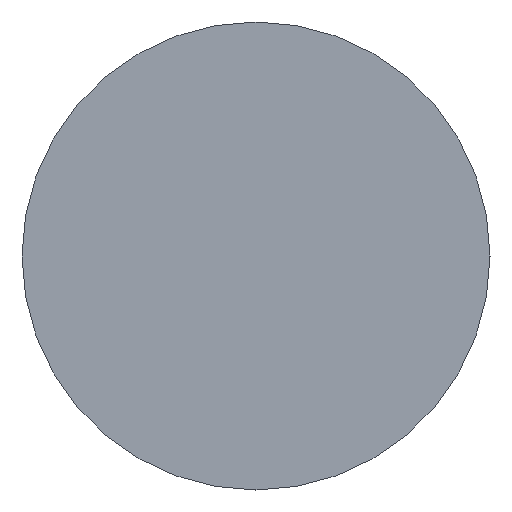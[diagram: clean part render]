
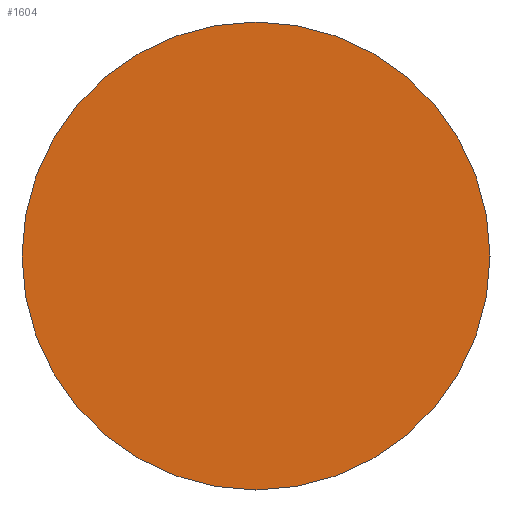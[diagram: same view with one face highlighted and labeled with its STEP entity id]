
A CAD part, left-side view. The second image highlights one B-rep face of the part: STEP entity #1604.
In plain terms, the highlighted planar face has unit normal (-1, 0, 0).
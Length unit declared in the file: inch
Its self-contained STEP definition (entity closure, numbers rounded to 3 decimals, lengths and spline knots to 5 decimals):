
#6 = EDGE_LOOP ( 'NONE', ( #1206, #243 ) ) ;
#11 = AXIS2_PLACEMENT_3D ( 'NONE', #2357, #1108, #202 ) ;
#94 = EDGE_CURVE ( 'NONE', #823, #3036, #972, .T. ) ;
#202 = DIRECTION ( 'NONE',  ( 0., 0., 1. ) ) ;
#243 = ORIENTED_EDGE ( 'NONE', *, *, #94, .T. ) ;
#483 = AXIS2_PLACEMENT_3D ( 'NONE', #1093, #2464, #2300 ) ;
#759 = CARTESIAN_POINT ( 'NONE',  ( 0., 0., 0. ) ) ;
#823 = VERTEX_POINT ( 'NONE', #1688 ) ;
#972 = CIRCLE ( 'NONE', #1860, 3. ) ;
#1093 = CARTESIAN_POINT ( 'NONE',  ( 0., 3., 0. ) ) ;
#1108 = DIRECTION ( 'NONE',  ( -1., 0., 0. ) ) ;
#1206 = ORIENTED_EDGE ( 'NONE', *, *, #3034, .T. ) ;
#1604 = ADVANCED_FACE ( 'NONE', ( #2169 ), #3803, .F. ) ;
#1688 = CARTESIAN_POINT ( 'NONE',  ( 0., 0., -3. ) ) ;
#1703 = DIRECTION ( 'NONE',  ( -1., 0., 0. ) ) ;
#1761 = CARTESIAN_POINT ( 'NONE',  ( 0., 0., 3. ) ) ;
#1860 = AXIS2_PLACEMENT_3D ( 'NONE', #759, #1703, #2553 ) ;
#2003 = CIRCLE ( 'NONE', #11, 3. ) ;
#2169 = FACE_OUTER_BOUND ( 'NONE', #6, .T. ) ;
#2300 = DIRECTION ( 'NONE',  ( 0., 0., -1. ) ) ;
#2357 = CARTESIAN_POINT ( 'NONE',  ( 0., 0., 0. ) ) ;
#2464 = DIRECTION ( 'NONE',  ( 1., 0., 0. ) ) ;
#2553 = DIRECTION ( 'NONE',  ( 0., 0., 1. ) ) ;
#3034 = EDGE_CURVE ( 'NONE', #3036, #823, #2003, .T. ) ;
#3036 = VERTEX_POINT ( 'NONE', #1761 ) ;
#3803 = PLANE ( 'NONE',  #483 ) ;
